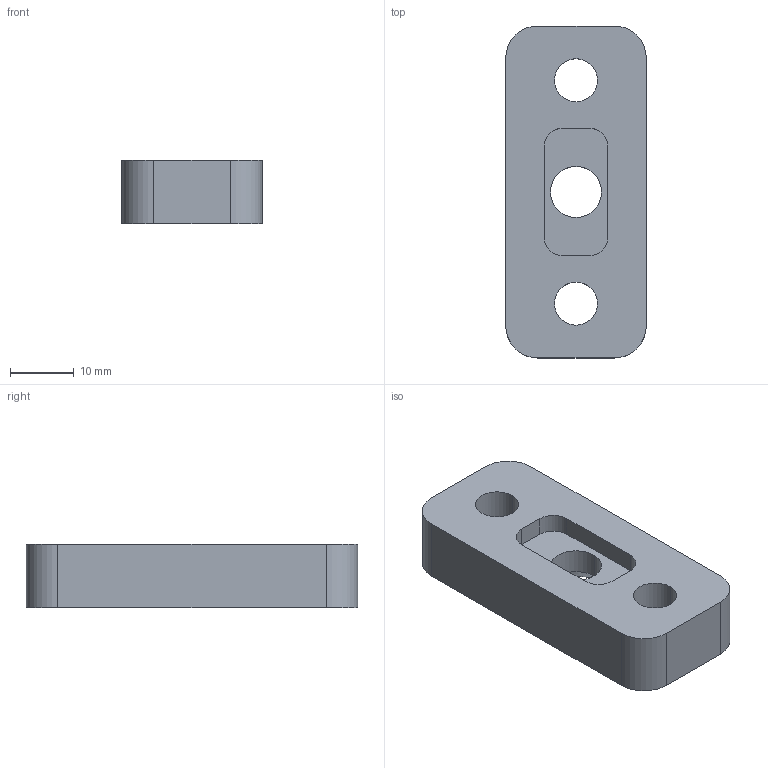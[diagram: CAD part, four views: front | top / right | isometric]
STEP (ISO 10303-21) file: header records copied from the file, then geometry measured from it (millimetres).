
FILE_DESCRIPTION (( 'STEP AP214' ), '1' );
FILE_NAME ('embase.STEP', '2024-02-02T18:44:51', ( '' ), ( '' ), 'SwSTEP 2.0', 'SolidWorks 2024', '' );
FILE_SCHEMA (( 'AUTOMOTIVE_DESIGN' ));
Length unit declared in the file: millimetre
Products named in the file (1): embase
Bounding box: 22 x 52 x 10 mm (x, y, z)
Volume: 9439.7 mm3; surface area: 4127.7 mm2
Topology: 1 solids, 1 shells, 27 faces, 70 edges, 46 vertices
Faces by surface type: cylinder 14, plane 11, cone 2
Entity records: 873 total; most frequent: DIRECTION 156, CARTESIAN_POINT 144, ORIENTED_EDGE 140, EDGE_CURVE 70, AXIS2_PLACEMENT_3D 58, VERTEX_POINT 46, LINE 40, VECTOR 40
